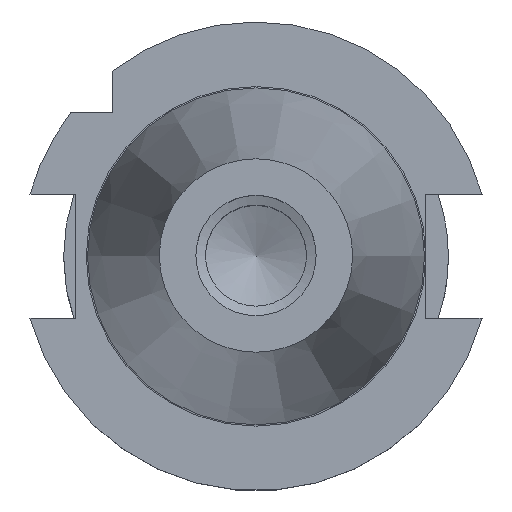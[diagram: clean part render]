
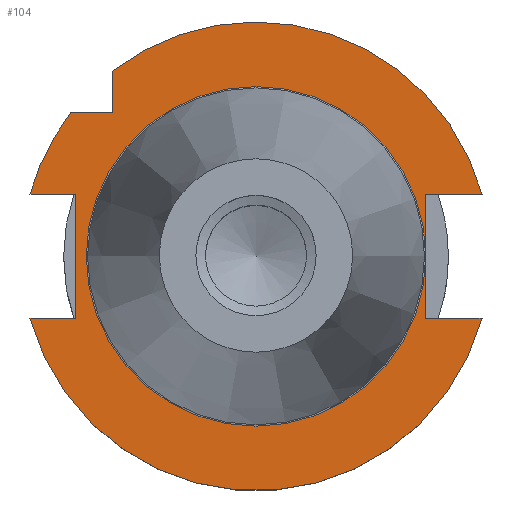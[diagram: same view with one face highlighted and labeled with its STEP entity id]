
A CAD part, top view. The second image highlights one B-rep face of the part: STEP entity #104.
In plain terms, the highlighted planar face has unit normal (0, 0, 1).
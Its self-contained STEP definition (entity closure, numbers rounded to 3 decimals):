
#104=ADVANCED_FACE('',(#173),#148,.F.);
#148=PLANE('',#857);
#173=FACE_OUTER_BOUND('',#208,.T.);
#208=EDGE_LOOP('',(#330,#331,#332,#333,#334,#335,#336,#337,#338,#339,#340,
#341,#342));
#266=CIRCLE('',#845,48.725);
#268=CIRCLE('',#848,48.725);
#270=CIRCLE('',#851,48.725);
#273=CIRCLE('',#856,35.3);
#330=ORIENTED_EDGE('',*,*,#624,.T.);
#331=ORIENTED_EDGE('',*,*,#625,.T.);
#332=ORIENTED_EDGE('',*,*,#615,.T.);
#333=ORIENTED_EDGE('',*,*,#626,.T.);
#334=ORIENTED_EDGE('',*,*,#627,.F.);
#335=ORIENTED_EDGE('',*,*,#619,.F.);
#336=ORIENTED_EDGE('',*,*,#628,.F.);
#337=ORIENTED_EDGE('',*,*,#604,.F.);
#338=ORIENTED_EDGE('',*,*,#629,.T.);
#339=ORIENTED_EDGE('',*,*,#611,.F.);
#340=ORIENTED_EDGE('',*,*,#630,.F.);
#341=ORIENTED_EDGE('',*,*,#631,.T.);
#342=ORIENTED_EDGE('',*,*,#632,.T.);
#528=VERTEX_POINT('',#1190);
#529=VERTEX_POINT('',#1191);
#533=VERTEX_POINT('',#1200);
#535=VERTEX_POINT('',#1204);
#536=VERTEX_POINT('',#1208);
#539=VERTEX_POINT('',#1213);
#541=VERTEX_POINT('',#1218);
#543=VERTEX_POINT('',#1222);
#548=VERTEX_POINT('',#1235);
#549=VERTEX_POINT('',#1236);
#550=VERTEX_POINT('',#1239);
#551=VERTEX_POINT('',#1244);
#604=EDGE_CURVE('',#528,#529,#710,.T.);
#611=EDGE_CURVE('',#535,#533,#266,.T.);
#615=EDGE_CURVE('',#536,#539,#268,.T.);
#619=EDGE_CURVE('',#543,#541,#270,.T.);
#624=EDGE_CURVE('',#548,#549,#722,.T.);
#625=EDGE_CURVE('',#549,#536,#723,.T.);
#626=EDGE_CURVE('',#539,#550,#724,.T.);
#627=EDGE_CURVE('',#541,#550,#725,.T.);
#628=EDGE_CURVE('',#529,#543,#726,.T.);
#629=EDGE_CURVE('',#528,#533,#727,.T.);
#630=EDGE_CURVE('',#551,#535,#728,.T.);
#631=EDGE_CURVE('',#551,#548,#729,.T.);
#632=EDGE_CURVE('',#548,#548,#273,.T.);
#710=LINE('',#1189,#766);
#722=LINE('',#1234,#778);
#723=LINE('',#1237,#779);
#724=LINE('',#1238,#780);
#725=LINE('',#1240,#781);
#726=LINE('',#1241,#782);
#727=LINE('',#1242,#783);
#728=LINE('',#1243,#784);
#729=LINE('',#1245,#785);
#766=VECTOR('',#948,1.);
#778=VECTOR('',#986,1.);
#779=VECTOR('',#987,1.);
#780=VECTOR('',#988,1.);
#781=VECTOR('',#989,1.);
#782=VECTOR('',#990,1.);
#783=VECTOR('',#991,1.);
#784=VECTOR('',#992,1.);
#785=VECTOR('',#993,1.);
#845=AXIS2_PLACEMENT_3D('',#1205,#958,#959);
#848=AXIS2_PLACEMENT_3D('',#1214,#966,#967);
#851=AXIS2_PLACEMENT_3D('',#1223,#974,#975);
#856=AXIS2_PLACEMENT_3D('',#1246,#994,#995);
#857=AXIS2_PLACEMENT_3D('',#1247,#996,#997);
#948=DIRECTION('',(0.,1.,0.));
#958=DIRECTION('',(0.,0.,-1.));
#959=DIRECTION('',(-1.,0.,0.));
#966=DIRECTION('',(0.,0.,1.));
#967=DIRECTION('',(-1.,0.,0.));
#974=DIRECTION('',(0.,0.,-1.));
#975=DIRECTION('',(-1.,0.,0.));
#986=DIRECTION('',(0.,1.,0.));
#987=DIRECTION('',(1.,0.,0.));
#988=DIRECTION('',(0.,-1.,0.));
#989=DIRECTION('',(1.,0.,0.));
#990=DIRECTION('',(-1.,0.,0.));
#991=DIRECTION('',(-1.,0.,0.));
#992=DIRECTION('',(1.,0.,0.));
#993=DIRECTION('',(0.,1.,0.));
#994=DIRECTION('',(0.,0.,-1.));
#995=DIRECTION('',(-1.,0.,0.));
#996=DIRECTION('',(0.,0.,-1.));
#997=DIRECTION('',(-1.,0.,0.));
#1189=CARTESIAN_POINT('',(-37.5,34.7,-3.2));
#1190=CARTESIAN_POINT('',(-37.5,-12.903,-3.2));
#1191=CARTESIAN_POINT('',(-37.5,12.903,-3.2));
#1200=CARTESIAN_POINT('',(-46.986,-12.903,-3.2));
#1204=CARTESIAN_POINT('',(46.986,-12.903,-3.2));
#1205=CARTESIAN_POINT('',(0.,0.,-3.2));
#1208=CARTESIAN_POINT('',(46.986,12.903,-3.2));
#1213=CARTESIAN_POINT('',(-29.85,38.511,-3.2));
#1214=CARTESIAN_POINT('',(0.,0.,-3.2));
#1218=CARTESIAN_POINT('',(-38.511,29.85,-3.2));
#1222=CARTESIAN_POINT('',(-46.986,12.903,-3.2));
#1223=CARTESIAN_POINT('',(0.,0.,-3.2));
#1234=CARTESIAN_POINT('',(35.3,34.7,-3.2));
#1235=CARTESIAN_POINT('',(35.3,0.,-3.2));
#1236=CARTESIAN_POINT('',(35.3,12.903,-3.2));
#1237=CARTESIAN_POINT('',(58.725,12.903,-3.2));
#1238=CARTESIAN_POINT('',(-29.85,34.7,-3.2));
#1239=CARTESIAN_POINT('',(-29.85,29.85,-3.2));
#1240=CARTESIAN_POINT('',(0.,29.85,-3.2));
#1241=CARTESIAN_POINT('',(0.,12.903,-3.2));
#1242=CARTESIAN_POINT('',(-58.725,-12.903,-3.2));
#1243=CARTESIAN_POINT('',(0.,-12.903,-3.2));
#1244=CARTESIAN_POINT('',(35.3,-12.903,-3.2));
#1245=CARTESIAN_POINT('',(35.3,34.7,-3.2));
#1246=CARTESIAN_POINT('',(0.,0.,-3.2));
#1247=CARTESIAN_POINT('',(0.,34.7,-3.2));
